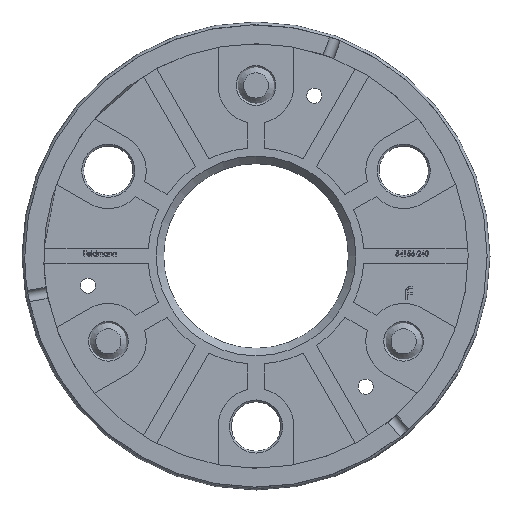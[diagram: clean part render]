
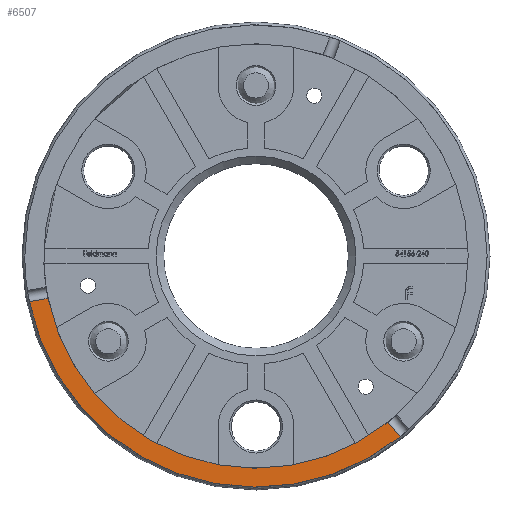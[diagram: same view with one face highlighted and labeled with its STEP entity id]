
A CAD part, front view. The second image highlights one B-rep face of the part: STEP entity #6507.
In plain terms, the highlighted planar face has unit normal (0, -1, 0).
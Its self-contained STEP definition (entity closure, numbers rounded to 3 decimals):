
#401 = CARTESIAN_POINT ( 'NONE',  ( -59.795, 0., -12.067 ) ) ;
#1338 = DIRECTION ( 'NONE',  ( -1., 0., 0. ) ) ;
#2392 = DIRECTION ( 'NONE',  ( 0., 1., 0. ) ) ;
#2424 = DIRECTION ( 'NONE',  ( -1., 0., 0. ) ) ;
#2561 = DIRECTION ( 'NONE',  ( 0., 1., 0. ) ) ;
#2575 = CARTESIAN_POINT ( 'NONE',  ( 61., 0., 0. ) ) ;
#2636 = AXIS2_PLACEMENT_3D ( 'NONE', #15095, #2561, #1338 ) ;
#2917 = CARTESIAN_POINT ( 'NONE',  ( -63.752, 0., -12.764 ) ) ;
#3466 = CIRCLE ( 'NONE', #2636, 61. ) ;
#3721 = EDGE_LOOP ( 'NONE', ( #11462, #14255, #16237, #8007 ) ) ;
#3813 = LINE ( 'NONE', #2917, #12709 ) ;
#4088 = CARTESIAN_POINT ( 'NONE',  ( 34.834, 0., -43.847 ) ) ;
#4398 = DIRECTION ( 'NONE',  ( -0.643, 0., 0.766 ) ) ;
#4516 = VERTEX_POINT ( 'NONE', #6423 ) ;
#4854 = AXIS2_PLACEMENT_3D ( 'NONE', #2575, #2392, #5329 ) ;
#4989 = VERTEX_POINT ( 'NONE', #6892 ) ;
#5225 = EDGE_CURVE ( 'NONE', #4989, #8913, #3813, .T. ) ;
#5329 = DIRECTION ( 'NONE',  ( -1., 0., 0. ) ) ;
#5729 = EDGE_CURVE ( 'NONE', #4516, #8452, #5982, .T. ) ;
#5982 = LINE ( 'NONE', #11303, #13118 ) ;
#6423 = CARTESIAN_POINT ( 'NONE',  ( 38.049, 0., -47.679 ) ) ;
#6507 = ADVANCED_FACE ( 'NONE', ( #14855 ), #14978, .F. ) ;
#6892 = CARTESIAN_POINT ( 'NONE',  ( -54.869, 0., -11.198 ) ) ;
#8007 = ORIENTED_EDGE ( 'NONE', *, *, #5729, .T. ) ;
#8452 = VERTEX_POINT ( 'NONE', #4088 ) ;
#8913 = VERTEX_POINT ( 'NONE', #401 ) ;
#9210 = EDGE_CURVE ( 'NONE', #4516, #8913, #3466, .T. ) ;
#10296 = CIRCLE ( 'NONE', #13730, 56. ) ;
#11303 = CARTESIAN_POINT ( 'NONE',  ( 40.632, 0., -50.757 ) ) ;
#11462 = ORIENTED_EDGE ( 'NONE', *, *, #17886, .T. ) ;
#12134 = CARTESIAN_POINT ( 'NONE',  ( 0., 0., 0. ) ) ;
#12709 = VECTOR ( 'NONE', #17889, 1000. ) ;
#13118 = VECTOR ( 'NONE', #4398, 1000. ) ;
#13730 = AXIS2_PLACEMENT_3D ( 'NONE', #12134, #17701, #2424 ) ;
#14255 = ORIENTED_EDGE ( 'NONE', *, *, #5225, .T. ) ;
#14855 = FACE_OUTER_BOUND ( 'NONE', #3721, .T. ) ;
#14978 = PLANE ( 'NONE',  #4854 ) ;
#15095 = CARTESIAN_POINT ( 'NONE',  ( 0., 0., 0. ) ) ;
#16237 = ORIENTED_EDGE ( 'NONE', *, *, #9210, .F. ) ;
#17701 = DIRECTION ( 'NONE',  ( 0., 1., 0. ) ) ;
#17886 = EDGE_CURVE ( 'NONE', #8452, #4989, #10296, .T. ) ;
#17889 = DIRECTION ( 'NONE',  ( -0.985, 0., -0.174 ) ) ;
